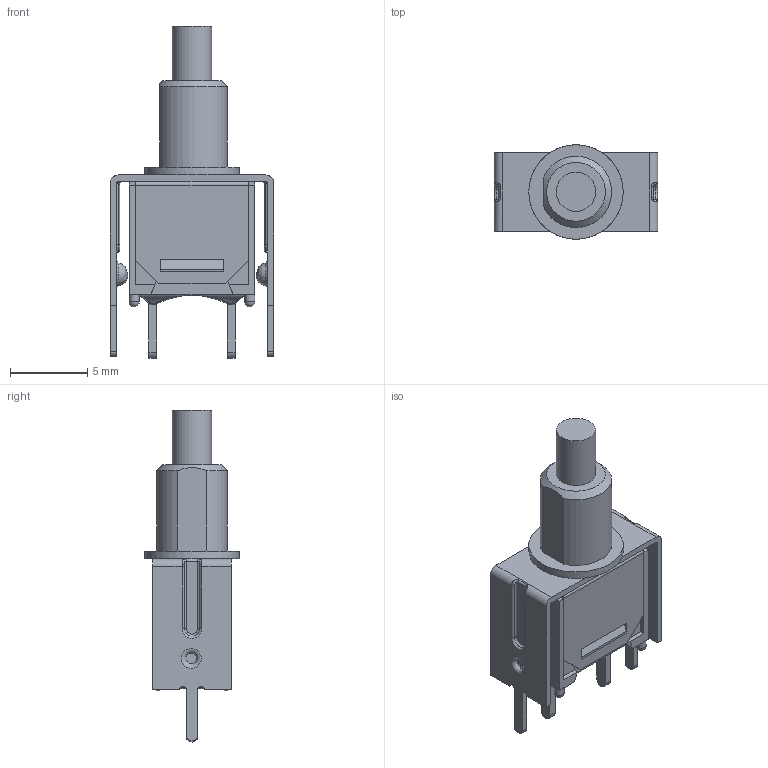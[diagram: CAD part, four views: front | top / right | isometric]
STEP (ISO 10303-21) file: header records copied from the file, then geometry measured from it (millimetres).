
FILE_DESCRIPTION(/* description */ (''),/* implementation_level */ '2;1');
FILE_NAME(/* name */ '800SPxB5VS2xE.stp',/* time_stamp */ '2025-05-16T10:26:53-05:00',/* author */ ('mroman'),/* organization */ (''),/* preprocessor_version */ 'ST-DEVELOPER v18.1',/* originating_system */ 'Autodesk Inventor 2022',/* authorisation */ '');
FILE_SCHEMA (('AUTOMOTIVE_DESIGN { 1 0 10303 214 3 1 1 }'));
Length unit declared in the file: centimetre
Products named in the file (1): 800SPxB5VS2xE
Bounding box: 10.56 x 6.1 x 21.46 mm (x, y, z)
Volume: 324.3 mm3; surface area: 1057.2 mm2
Topology: 1 solids, 3 shells, 238 faces, 614 edges, 378 vertices
Faces by surface type: plane 134, cylinder 55, bspline 26, torus 18, sphere 4, cone 1
Full cylindrical faces by diameter (mm): 0.65 x4, 0.7 x2, 2.54 x2, 6.1 x1
Entity records: 8069 total; most frequent: CARTESIAN_POINT 2342, ORIENTED_EDGE 1212, DIRECTION 1147, EDGE_CURVE 606, LINE 385, VECTOR 385, AXIS2_PLACEMENT_3D 381, VERTEX_POINT 378
